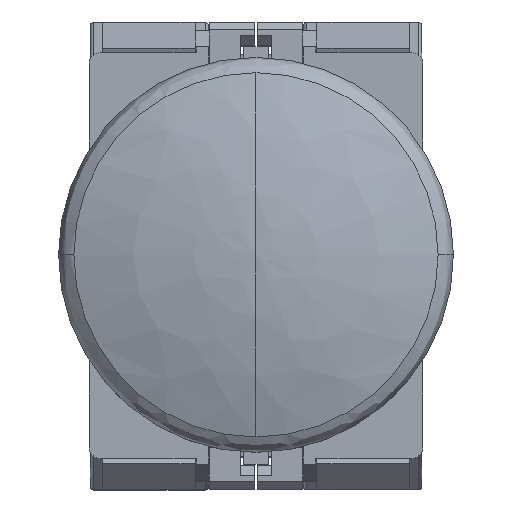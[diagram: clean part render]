
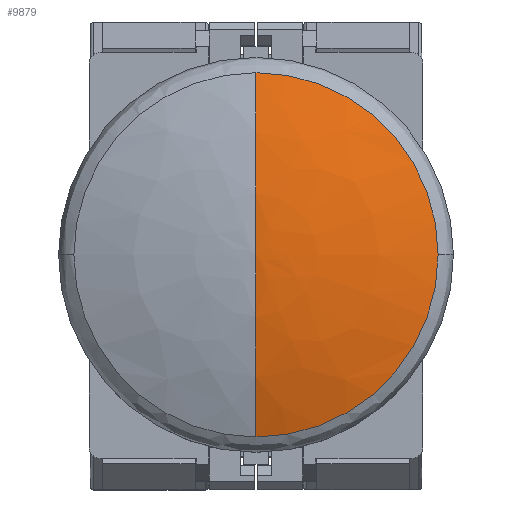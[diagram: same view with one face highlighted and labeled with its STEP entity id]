
A CAD part, top view. The second image highlights one B-rep face of the part: STEP entity #9879.
In plain terms, the highlighted free-form (B-spline) face has degree [3, 3] with [4, 4] control points.
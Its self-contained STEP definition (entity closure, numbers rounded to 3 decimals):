
#131 = ORIENTED_EDGE ( 'NONE', *, *, #7076, .F. ) ;
#426 = CARTESIAN_POINT ( 'NONE',  ( 21.872, -10.936, 15.799 ) ) ;
#949 = DIRECTION ( 'NONE',  ( -1., 0., 0. ) ) ;
#1418 = CARTESIAN_POINT ( 'NONE',  ( 0., -5.505, 16.7 ) ) ;
#1958 = AXIS2_PLACEMENT_3D ( 'NONE', #12630, #3609, #7624 ) ;
#2408 = CARTESIAN_POINT ( 'NONE',  ( 0., 5.505, 16.7 ) ) ;
#2449 = VERTEX_POINT ( 'NONE', #4888 ) ;
#2573 = VERTEX_POINT ( 'NONE', #7197 ) ;
#2710 = CIRCLE ( 'NONE', #7580, 16.146 ) ;
#3186 = CARTESIAN_POINT ( 'NONE',  ( 0., 0., -33.3 ) ) ;
#3202 = DIRECTION ( 'NONE',  ( 0., 0., -1. ) ) ;
#3369 = ORIENTED_EDGE ( 'NONE', *, *, #8762, .F. ) ;
#3398 = CARTESIAN_POINT ( 'NONE',  ( 0., 0., 16.7 ) ) ;
#3434 = VERTEX_POINT ( 'NONE', #3603 ) ;
#3460 = CARTESIAN_POINT ( 'NONE',  ( 32.292, -16.146, 14.021 ) ) ;
#3603 = CARTESIAN_POINT ( 'NONE',  ( 0., -16.146, 14.021 ) ) ;
#3609 = DIRECTION ( 'NONE',  ( 0., 0., -1. ) ) ;
#3652 = EDGE_LOOP ( 'NONE', ( #3369, #3668, #131, #11451 ) ) ;
#3668 = ORIENTED_EDGE ( 'NONE', *, *, #5937, .T. ) ;
#4386 = FACE_OUTER_BOUND ( 'NONE', #3652, .T. ) ;
#4445 = CARTESIAN_POINT ( 'NONE',  ( 0., -10.936, 15.799 ) ) ;
#4888 = CARTESIAN_POINT ( 'NONE',  ( 0., 16.146, 14.021 ) ) ;
#4890 = AXIS2_PLACEMENT_3D ( 'NONE', #3186, #7204, #11220 ) ;
#4973 = DIRECTION ( 'NONE',  ( 0., 0., 1. ) ) ;
#5168 = AXIS2_PLACEMENT_3D ( 'NONE', #9972, #949, #4973 ) ;
#5438 = CARTESIAN_POINT ( 'NONE',  ( 0., 10.936, 15.799 ) ) ;
#5937 = EDGE_CURVE ( 'NONE', #2573, #3434, #10570, .T. ) ;
#6431 = CARTESIAN_POINT ( 'NONE',  ( 11.01, 5.505, 16.7 ) ) ;
#7076 = EDGE_CURVE ( 'NONE', #11463, #3434, #7646, .T. ) ;
#7197 = CARTESIAN_POINT ( 'NONE',  ( 0., 0., 16.7 ) ) ;
#7204 = DIRECTION ( 'NONE',  ( 1., 0., 0. ) ) ;
#7216 = DIRECTION ( 'NONE',  ( 0., 1., 0. ) ) ;
#7409 = CARTESIAN_POINT ( 'NONE',  ( 0., 0., 16.7 ) ) ;
#7477 = CARTESIAN_POINT ( 'NONE',  ( 0., -16.146, 14.021 ) ) ;
#7580 = AXIS2_PLACEMENT_3D ( 'NONE', #12226, #3202, #7216 ) ;
#7624 = DIRECTION ( 'NONE',  ( 0., 1., 0. ) ) ;
#7646 = CIRCLE ( 'NONE', #1958, 16.146 ) ;
#8468 = CARTESIAN_POINT ( 'NONE',  ( 0., 16.146, 14.021 ) ) ;
#8762 = EDGE_CURVE ( 'NONE', #2573, #2449, #10834, .T. ) ;
#9450 = CARTESIAN_POINT ( 'NONE',  ( 21.872, 10.936, 15.799 ) ) ;
#9747 =( BOUNDED_SURFACE ( )  B_SPLINE_SURFACE ( 3, 3, ( 
 ( #12421, #3398, #7409, #11428 ),
 ( #2408, #6431, #10446, #1418 ),
 ( #5438, #9450, #426, #4445 ),
 ( #8468, #12484, #3460, #7477 ) ),
 .UNSPECIFIED., .F., .F., .T. ) 
 B_SPLINE_SURFACE_WITH_KNOTS ( ( 4, 4 ),
 ( 4, 4 ),
 ( 0., 1. ),
 ( 0., 1. ),
 .UNSPECIFIED. ) 
 GEOMETRIC_REPRESENTATION_ITEM ( )  RATIONAL_B_SPLINE_SURFACE ( (
 ( 1., 0.333, 0.333, 1.),
 ( 0.991, 0.33, 0.33, 0.991),
 ( 0.991, 0.33, 0.33, 0.991),
 ( 1., 0.333, 0.333, 1.) ) ) 
 REPRESENTATION_ITEM ( '' )  SURFACE ( )  );
#9879 = ADVANCED_FACE ( 'NONE', ( #4386 ), #9747, .F. ) ;
#9972 = CARTESIAN_POINT ( 'NONE',  ( 0., 0., -33.3 ) ) ;
#10446 = CARTESIAN_POINT ( 'NONE',  ( 11.01, -5.505, 16.7 ) ) ;
#10473 = CARTESIAN_POINT ( 'NONE',  ( 16.146, 0., 14.021 ) ) ;
#10570 = CIRCLE ( 'NONE', #4890, 50. ) ;
#10834 = CIRCLE ( 'NONE', #5168, 50. ) ;
#11220 = DIRECTION ( 'NONE',  ( 0., 0., 1. ) ) ;
#11428 = CARTESIAN_POINT ( 'NONE',  ( 0., 0., 16.7 ) ) ;
#11451 = ORIENTED_EDGE ( 'NONE', *, *, #12221, .F. ) ;
#11463 = VERTEX_POINT ( 'NONE', #10473 ) ;
#12221 = EDGE_CURVE ( 'NONE', #2449, #11463, #2710, .T. ) ;
#12226 = CARTESIAN_POINT ( 'NONE',  ( 0., 0., 14.021 ) ) ;
#12421 = CARTESIAN_POINT ( 'NONE',  ( 0., 0., 16.7 ) ) ;
#12484 = CARTESIAN_POINT ( 'NONE',  ( 32.292, 16.146, 14.021 ) ) ;
#12630 = CARTESIAN_POINT ( 'NONE',  ( 0., 0., 14.021 ) ) ;
